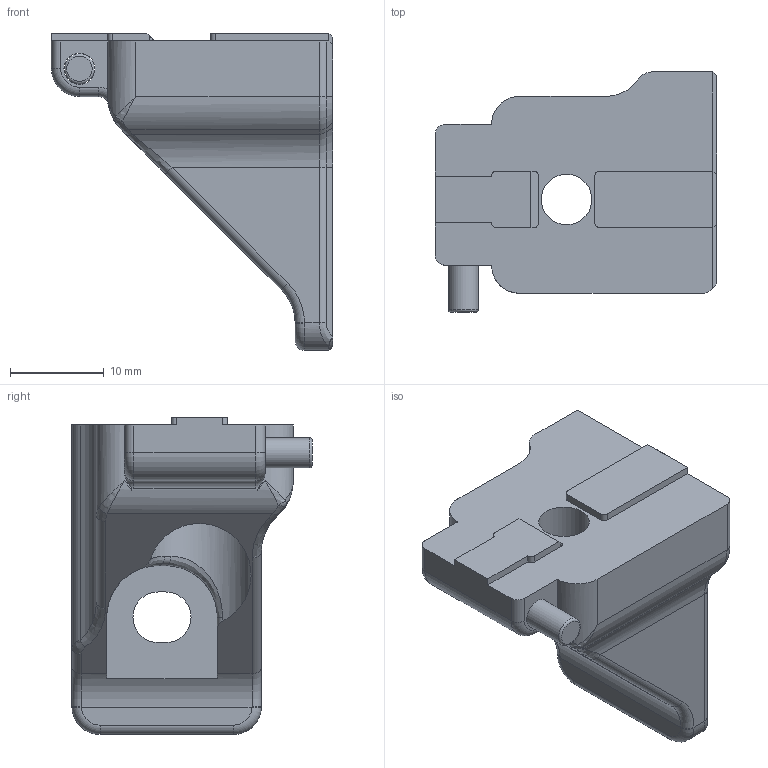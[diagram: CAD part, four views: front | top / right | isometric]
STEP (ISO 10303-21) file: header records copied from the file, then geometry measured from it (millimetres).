
FILE_DESCRIPTION(/* description */ (''),/* implementation_level */ '2;1');
FILE_NAME(/* name */ 'Trident_CT_Z_brace v0.step',/* time_stamp */ '2022-12-27T13:38:10-05:00',/* author */ (''),/* organization */ (''),/* preprocessor_version */ 'ST-DEVELOPER v19.2',/* originating_system */ 'Autodesk Translation Framework v11.17.0.187',/* authorisation */ '');
FILE_SCHEMA (('AUTOMOTIVE_DESIGN { 1 0 10303 214 3 1 1 }'));
Length unit declared in the file: millimetre
Products named in the file (3): Trident_CT_Z_brace; CT Left Z Brace; Chamber Thermistor
Assembly tree (2 placements, depth 3):
  Trident_CT_Z_brace
    CT Left Z Brace
      Chamber Thermistor
Bounding box: 30 x 25.6 x 33.8 mm (x, y, z)
Volume: 8708.2 mm3; surface area: 4115.6 mm2
Topology: 2 solids, 2 shells, 116 faces, 290 edges, 175 vertices
Faces by surface type: plane 45, cylinder 39, bspline 13, torus 12, cone 6, sphere 1
Full cylindrical faces by diameter (mm): 3.2 x1, 3.3 x1, 5.4 x1, 11 x1
Entity records: 3998 total; most frequent: CARTESIAN_POINT 1146, DIRECTION 600, ORIENTED_EDGE 574, EDGE_CURVE 287, AXIS2_PLACEMENT_3D 227, VERTEX_POINT 175, LINE 146, VECTOR 146
